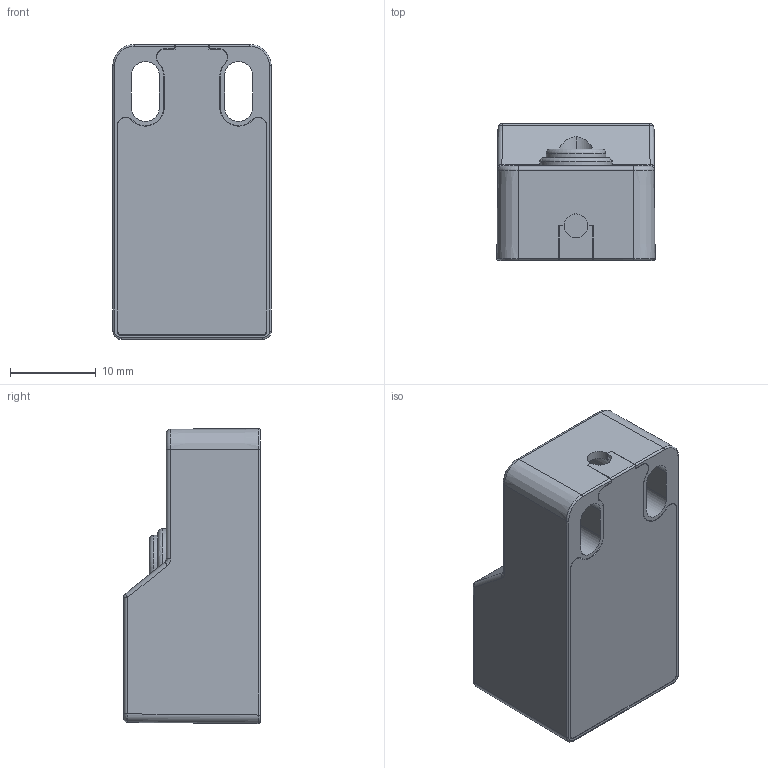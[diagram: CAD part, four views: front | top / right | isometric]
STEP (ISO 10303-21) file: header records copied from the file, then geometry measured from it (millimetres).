
FILE_DESCRIPTION((''),'2;1');
FILE_NAME('20200310D_ASM_ASM','2020-08-05T',('admin'),(''),'PRO/ENGINEER BY PARAMETRIC TECHNOLOGY CORPORATION, 2008380','PRO/ENGINEER BY PARAMETRIC TECHNOLOGY CORPORATION, 2008380','');
FILE_SCHEMA(('CONFIG_CONTROL_DESIGN'));
Length unit declared in the file: millimetre
Products named in the file (4): 20200310-D_71; 20200310-D1_10; 20200310D_ASM_38_ASM; 20200310D_ASM_ASM
Assembly tree (3 placements, depth 3):
  20200310D_ASM_ASM
    20200310D_ASM_38_ASM
      20200310-D_71
      20200310-D1_10
Bounding box: 18.5 x 16 x 34.5 mm (x, y, z)
Volume: 2687.3 mm3; surface area: 5393.2 mm2
Topology: 2 solids, 2 shells, 221 faces, 596 edges, 385 vertices
Faces by surface type: plane 107, cylinder 78, cone 14, bspline 12, torus 8, sphere 2
Entity records: 8072 total; most frequent: CARTESIAN_POINT 2507, ORIENTED_EDGE 1188, DIRECTION 1085, EDGE_CURVE 594, VERTEX_POINT 385, AXIS2_PLACEMENT_3D 368, VECTOR 349, LINE 349
